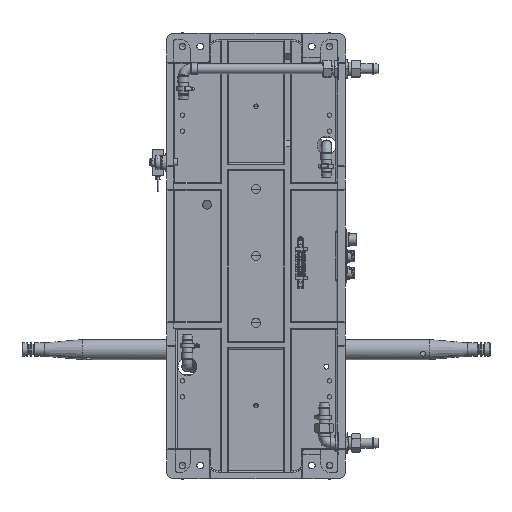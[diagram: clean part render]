
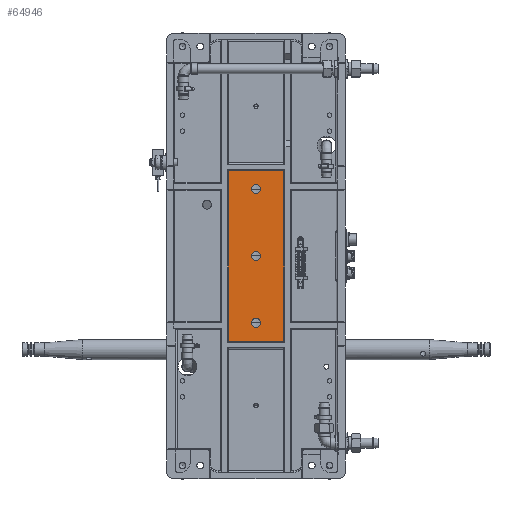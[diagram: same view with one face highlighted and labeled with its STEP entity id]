
A CAD part, front view. The second image highlights one B-rep face of the part: STEP entity #64946.
In plain terms, the highlighted planar face has unit normal (0, -1, 0).
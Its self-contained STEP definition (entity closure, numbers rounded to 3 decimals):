
#1361 = ORIENTED_EDGE ( 'NONE', *, *, #41107, .F. ) ;
#3373 = DIRECTION ( 'NONE',  ( 0., 0., 1. ) ) ;
#4484 = CARTESIAN_POINT ( 'NONE',  ( 62., -211., -411. ) ) ;
#4764 = CARTESIAN_POINT ( 'NONE',  ( 0., -211., -210. ) ) ;
#5770 = LINE ( 'NONE', #97759, #45494 ) ;
#7197 = AXIS2_PLACEMENT_3D ( 'NONE', #104646, #54046, #3373 ) ;
#7256 = CARTESIAN_POINT ( 'NONE',  ( -62., -211., -411. ) ) ;
#7457 = VERTEX_POINT ( 'NONE', #33019 ) ;
#8261 = FACE_BOUND ( 'NONE', #67875, .T. ) ;
#11810 = EDGE_CURVE ( 'NONE', #37174, #76579, #74617, .T. ) ;
#12950 = DIRECTION ( 'NONE',  ( 1., 0., 0. ) ) ;
#14465 = ORIENTED_EDGE ( 'NONE', *, *, #65039, .F. ) ;
#15119 = LINE ( 'NONE', #4484, #80102 ) ;
#15740 = DIRECTION ( 'NONE',  ( 0., 0., -1. ) ) ;
#17845 = CARTESIAN_POINT ( 'NONE',  ( 0., -211., -370. ) ) ;
#20823 = CARTESIAN_POINT ( 'NONE',  ( -62., -211., -411. ) ) ;
#20939 = DIRECTION ( 'NONE',  ( 0., -1., 0. ) ) ;
#25670 = CIRCLE ( 'NONE', #7197, 10. ) ;
#26324 = DIRECTION ( 'NONE',  ( 0., 0., 1. ) ) ;
#31751 = ORIENTED_EDGE ( 'NONE', *, *, #51916, .T. ) ;
#33019 = CARTESIAN_POINT ( 'NONE',  ( 0., -211., -60. ) ) ;
#33441 = PLANE ( 'NONE',  #35857 ) ;
#35283 = ORIENTED_EDGE ( 'NONE', *, *, #11810, .T. ) ;
#35857 = AXIS2_PLACEMENT_3D ( 'NONE', #66843, #41954, #101103 ) ;
#37174 = VERTEX_POINT ( 'NONE', #64049 ) ;
#41107 = EDGE_CURVE ( 'NONE', #46197, #46197, #25670, .T. ) ;
#41954 = DIRECTION ( 'NONE',  ( 0., -1., 0. ) ) ;
#45494 = VECTOR ( 'NONE', #72713, 1000. ) ;
#46197 = VERTEX_POINT ( 'NONE', #4764 ) ;
#47238 = AXIS2_PLACEMENT_3D ( 'NONE', #17845, #77192, #26324 ) ;
#51916 = EDGE_CURVE ( 'NONE', #76579, #62708, #53858, .T. ) ;
#53813 = EDGE_LOOP ( 'NONE', ( #74969, #35283, #31751, #81297 ) ) ;
#53858 = LINE ( 'NONE', #7256, #96160 ) ;
#54046 = DIRECTION ( 'NONE',  ( 0., -1., 0. ) ) ;
#55776 = VERTEX_POINT ( 'NONE', #86814 ) ;
#62708 = VERTEX_POINT ( 'NONE', #20823 ) ;
#64049 = CARTESIAN_POINT ( 'NONE',  ( 62., -211., -29. ) ) ;
#64946 = ADVANCED_FACE ( 'NONE', ( #73246, #93015, #8261, #70560 ), #33441, .T. ) ;
#65039 = EDGE_CURVE ( 'NONE', #106770, #106770, #87802, .T. ) ;
#66843 = CARTESIAN_POINT ( 'NONE',  ( -85., -211., -685. ) ) ;
#67875 = EDGE_LOOP ( 'NONE', ( #108639 ) ) ;
#70560 = FACE_OUTER_BOUND ( 'NONE', #53813, .T. ) ;
#71630 = VECTOR ( 'NONE', #80655, 1000. ) ;
#71779 = CARTESIAN_POINT ( 'NONE',  ( 0., -211., -70. ) ) ;
#72713 = DIRECTION ( 'NONE',  ( 0., 0., 1. ) ) ;
#73246 = FACE_BOUND ( 'NONE', #75861, .T. ) ;
#74617 = LINE ( 'NONE', #81519, #71630 ) ;
#74969 = ORIENTED_EDGE ( 'NONE', *, *, #90162, .T. ) ;
#75861 = EDGE_LOOP ( 'NONE', ( #14465 ) ) ;
#76579 = VERTEX_POINT ( 'NONE', #90186 ) ;
#76922 = EDGE_LOOP ( 'NONE', ( #1361 ) ) ;
#77192 = DIRECTION ( 'NONE',  ( 0., -1., 0. ) ) ;
#80102 = VECTOR ( 'NONE', #12950, 1000. ) ;
#80315 = DIRECTION ( 'NONE',  ( 0., 0., 1. ) ) ;
#80655 = DIRECTION ( 'NONE',  ( -1., 0., 0. ) ) ;
#80735 = CIRCLE ( 'NONE', #108611, 10. ) ;
#81297 = ORIENTED_EDGE ( 'NONE', *, *, #90685, .T. ) ;
#81519 = CARTESIAN_POINT ( 'NONE',  ( -62., -211., -29. ) ) ;
#86138 = EDGE_CURVE ( 'NONE', #7457, #7457, #80735, .T. ) ;
#86814 = CARTESIAN_POINT ( 'NONE',  ( 62., -211., -411. ) ) ;
#87802 = CIRCLE ( 'NONE', #47238, 10. ) ;
#90162 = EDGE_CURVE ( 'NONE', #55776, #37174, #5770, .T. ) ;
#90186 = CARTESIAN_POINT ( 'NONE',  ( -62., -211., -29. ) ) ;
#90685 = EDGE_CURVE ( 'NONE', #62708, #55776, #15119, .T. ) ;
#93015 = FACE_BOUND ( 'NONE', #76922, .T. ) ;
#96160 = VECTOR ( 'NONE', #15740, 1000. ) ;
#97759 = CARTESIAN_POINT ( 'NONE',  ( 62., -211., -29. ) ) ;
#101103 = DIRECTION ( 'NONE',  ( 0., 0., 1. ) ) ;
#103738 = CARTESIAN_POINT ( 'NONE',  ( 0., -211., -360. ) ) ;
#104646 = CARTESIAN_POINT ( 'NONE',  ( 0., -211., -220. ) ) ;
#106770 = VERTEX_POINT ( 'NONE', #103738 ) ;
#108611 = AXIS2_PLACEMENT_3D ( 'NONE', #71779, #20939, #80315 ) ;
#108639 = ORIENTED_EDGE ( 'NONE', *, *, #86138, .F. ) ;
